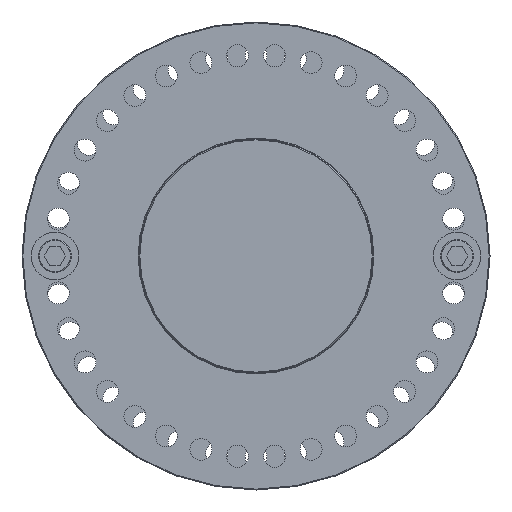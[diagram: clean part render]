
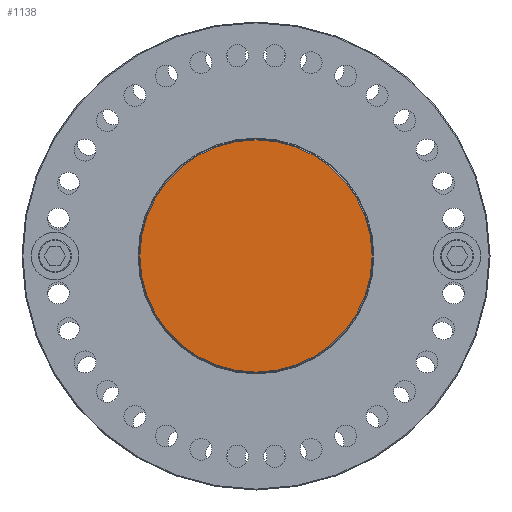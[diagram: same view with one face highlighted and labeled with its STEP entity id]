
A CAD part, left-side view. The second image highlights one B-rep face of the part: STEP entity #1138.
In plain terms, the highlighted planar face has unit normal (-1, 0, 0).
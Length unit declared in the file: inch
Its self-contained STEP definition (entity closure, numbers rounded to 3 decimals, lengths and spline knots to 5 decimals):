
#415 = VERTEX_POINT ( 'NONE', #4205 ) ;
#416 = VERTEX_POINT ( 'NONE', #4206 ) ;
#1138 = ADVANCED_FACE ( 'NONE', ( #5263 ), #4740, .T. ) ;
#1374 = EDGE_LOOP ( 'NONE', ( #1688, #1689 ) ) ;
#1688 = ORIENTED_EDGE ( 'NONE', *, *, #2624, .T. ) ;
#1689 = ORIENTED_EDGE ( 'NONE', *, *, #2544, .T. ) ;
#2544 = EDGE_CURVE ( 'NONE', #416, #415, #6873, .T. ) ;
#2624 = EDGE_CURVE ( 'NONE', #415, #416, #6960, .T. ) ;
#3535 = AXIS2_PLACEMENT_3D ( 'NONE', #4738, #4743, #4744 ) ;
#4205 = CARTESIAN_POINT ( 'NONE',  ( -2., 1.985, 0. ) ) ;
#4206 = CARTESIAN_POINT ( 'NONE',  ( -2., -1.985, 0. ) ) ;
#4738 = CARTESIAN_POINT ( 'NONE',  ( -2., 2., 0. ) ) ;
#4740 = PLANE ( 'NONE',  #3535 ) ;
#4743 = DIRECTION ( 'NONE',  ( -1., 0., 0. ) ) ;
#4744 = DIRECTION ( 'NONE',  ( 0., -1., 0. ) ) ;
#5263 = FACE_OUTER_BOUND ( 'NONE', #1374, .T. ) ;
#6042 = AXIS2_PLACEMENT_3D ( 'NONE', #7254, #7255, #7256 ) ;
#6873 = CIRCLE ( 'NONE', #6042, 1.985 ) ;
#6960 = CIRCLE ( 'NONE', #7792, 1.985 ) ;
#7254 = CARTESIAN_POINT ( 'NONE',  ( -2., 0., 0. ) ) ;
#7255 = DIRECTION ( 'NONE',  ( -1., 0., 0. ) ) ;
#7256 = DIRECTION ( 'NONE',  ( 0., -1., 0. ) ) ;
#7486 = CARTESIAN_POINT ( 'NONE',  ( -2., 0., 0. ) ) ;
#7489 = DIRECTION ( 'NONE',  ( -1., 0., 0. ) ) ;
#7490 = DIRECTION ( 'NONE',  ( 0., -1., 0. ) ) ;
#7792 = AXIS2_PLACEMENT_3D ( 'NONE', #7486, #7489, #7490 ) ;
